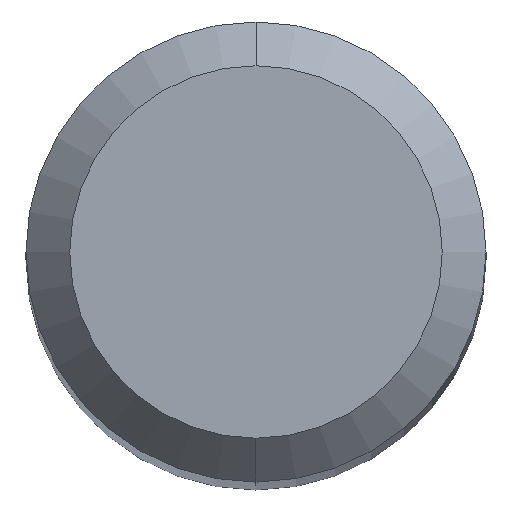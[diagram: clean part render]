
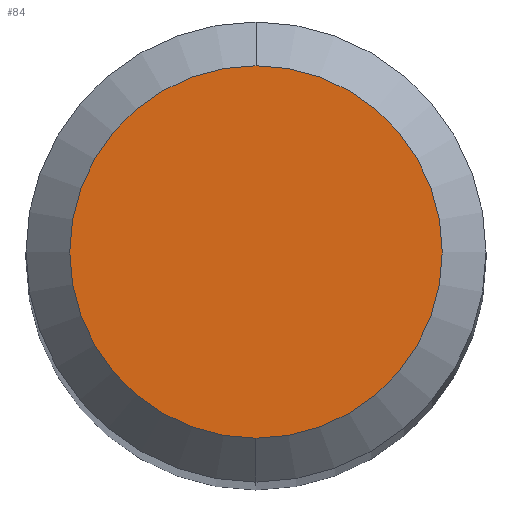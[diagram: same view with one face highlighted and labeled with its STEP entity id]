
A CAD part, top view. The second image highlights one B-rep face of the part: STEP entity #84.
In plain terms, the highlighted planar face has unit normal (0, 0, 1).
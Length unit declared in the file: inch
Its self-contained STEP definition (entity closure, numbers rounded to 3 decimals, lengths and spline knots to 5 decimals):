
#7 = CARTESIAN_POINT ( 'NONE',  ( 0., -0.06375, 0. ) ) ;
#44 = CARTESIAN_POINT ( 'NONE',  ( 0., 0., 0. ) ) ;
#52 = CARTESIAN_POINT ( 'NONE',  ( 0., 0., 0. ) ) ;
#84 = ADVANCED_FACE ( 'NONE', ( #126 ), #431, .F. ) ;
#89 = DIRECTION ( 'NONE',  ( 0., 1., 0. ) ) ;
#107 = DIRECTION ( 'NONE',  ( 0., -1., 0. ) ) ;
#115 = EDGE_LOOP ( 'NONE', ( #494, #158 ) ) ;
#126 = FACE_OUTER_BOUND ( 'NONE', #115, .T. ) ;
#136 = AXIS2_PLACEMENT_3D ( 'NONE', #52, #216, #107 ) ;
#146 = EDGE_CURVE ( 'NONE', #166, #159, #246, .T. ) ;
#158 = ORIENTED_EDGE ( 'NONE', *, *, #146, .T. ) ;
#159 = VERTEX_POINT ( 'NONE', #313 ) ;
#166 = VERTEX_POINT ( 'NONE', #7 ) ;
#206 = CARTESIAN_POINT ( 'NONE',  ( 0., 0.06375, 0. ) ) ;
#209 = DIRECTION ( 'NONE',  ( 0., 0., 1. ) ) ;
#216 = DIRECTION ( 'NONE',  ( 0., 0., 1. ) ) ;
#227 = CIRCLE ( 'NONE', #136, 0.06375 ) ;
#246 = CIRCLE ( 'NONE', #447, 0.06375 ) ;
#313 = CARTESIAN_POINT ( 'NONE',  ( 0., 0.06375, 0. ) ) ;
#339 = AXIS2_PLACEMENT_3D ( 'NONE', #206, #393, #89 ) ;
#393 = DIRECTION ( 'NONE',  ( 0., 0., -1. ) ) ;
#404 = EDGE_CURVE ( 'NONE', #159, #166, #227, .T. ) ;
#431 = PLANE ( 'NONE',  #339 ) ;
#447 = AXIS2_PLACEMENT_3D ( 'NONE', #44, #209, #477 ) ;
#477 = DIRECTION ( 'NONE',  ( 0., -1., 0. ) ) ;
#494 = ORIENTED_EDGE ( 'NONE', *, *, #404, .T. ) ;
